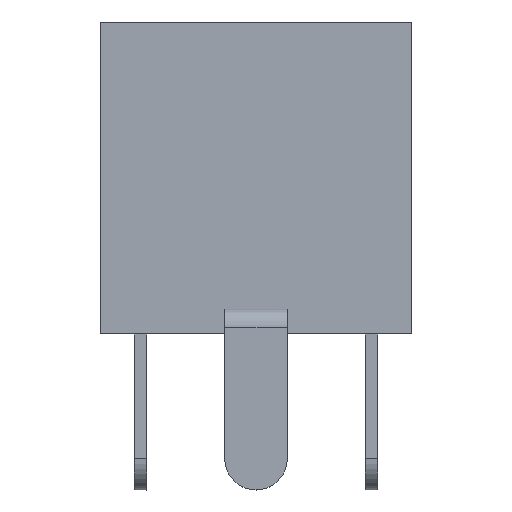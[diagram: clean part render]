
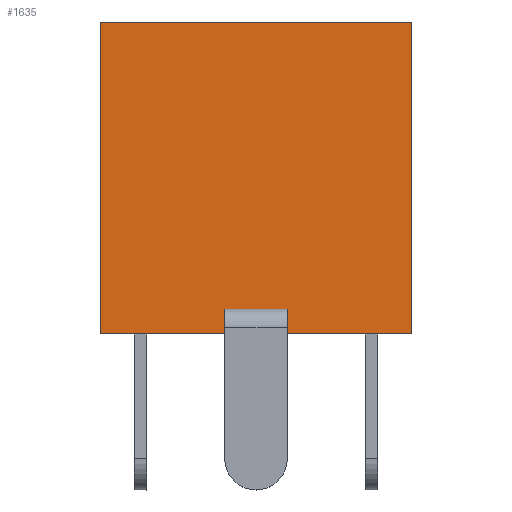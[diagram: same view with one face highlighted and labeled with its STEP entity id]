
A CAD part, left-side view. The second image highlights one B-rep face of the part: STEP entity #1635.
In plain terms, the highlighted free-form (B-spline) face has degree [1, 1] with [2, 2] control points.
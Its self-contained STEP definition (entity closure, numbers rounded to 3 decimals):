
#1635 = ADVANCED_FACE('',(#1636),#1670,.T.);
#1636 = FACE_BOUND('',#1637,.T.);
#1637 = EDGE_LOOP('',(#1638,#1648,#1656,#1664));
#1638 = ORIENTED_EDGE('',*,*,#1639,.T.);
#1639 = EDGE_CURVE('',#1640,#1642,#1644,.T.);
#1640 = VERTEX_POINT('',#1641);
#1641 = CARTESIAN_POINT('',(-3.9,2.5,5.05));
#1642 = VERTEX_POINT('',#1643);
#1643 = CARTESIAN_POINT('',(-3.9,-2.5,5.05));
#1644 = LINE('',#1645,#1646);
#1645 = CARTESIAN_POINT('',(-3.9,2.5,5.05));
#1646 = VECTOR('',#1647,1.);
#1647 = DIRECTION('',(0.,-1.,0.));
#1648 = ORIENTED_EDGE('',*,*,#1649,.T.);
#1649 = EDGE_CURVE('',#1642,#1650,#1652,.T.);
#1650 = VERTEX_POINT('',#1651);
#1651 = CARTESIAN_POINT('',(-3.9,-2.5,0.05));
#1652 = LINE('',#1653,#1654);
#1653 = CARTESIAN_POINT('',(-3.9,-2.5,5.05));
#1654 = VECTOR('',#1655,1.);
#1655 = DIRECTION('',(0.,0.,-1.));
#1656 = ORIENTED_EDGE('',*,*,#1657,.T.);
#1657 = EDGE_CURVE('',#1650,#1658,#1660,.T.);
#1658 = VERTEX_POINT('',#1659);
#1659 = CARTESIAN_POINT('',(-3.9,2.5,0.05));
#1660 = LINE('',#1661,#1662);
#1661 = CARTESIAN_POINT('',(-3.9,-2.5,0.05));
#1662 = VECTOR('',#1663,1.);
#1663 = DIRECTION('',(0.,1.,0.));
#1664 = ORIENTED_EDGE('',*,*,#1665,.T.);
#1665 = EDGE_CURVE('',#1658,#1640,#1666,.T.);
#1666 = LINE('',#1667,#1668);
#1667 = CARTESIAN_POINT('',(-3.9,2.5,0.05));
#1668 = VECTOR('',#1669,1.);
#1669 = DIRECTION('',(0.,0.,1.));
#1670 = B_SPLINE_SURFACE_WITH_KNOTS('',1,1,(
    (#1671,#1672)
    ,(#1673,#1674
    )),.UNSPECIFIED.,.F.,.F.,.F.,(2,2),(2,2),(0.,1.),(0.,1.),
  .PIECEWISE_BEZIER_KNOTS.);
#1671 = CARTESIAN_POINT('',(-3.9,-2.5,0.05));
#1672 = CARTESIAN_POINT('',(-3.9,-2.5,5.05));
#1673 = CARTESIAN_POINT('',(-3.9,2.5,0.05));
#1674 = CARTESIAN_POINT('',(-3.9,2.5,5.05));
